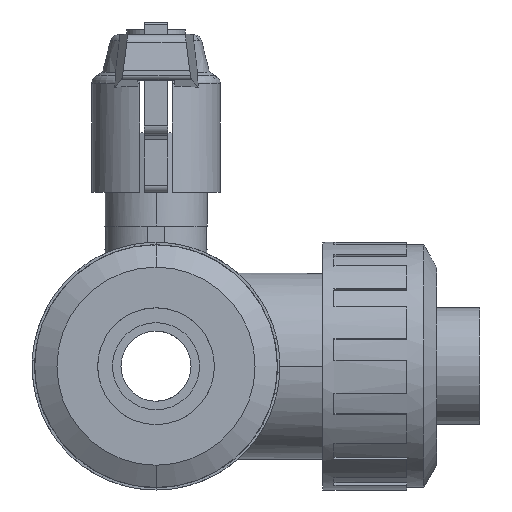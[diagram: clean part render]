
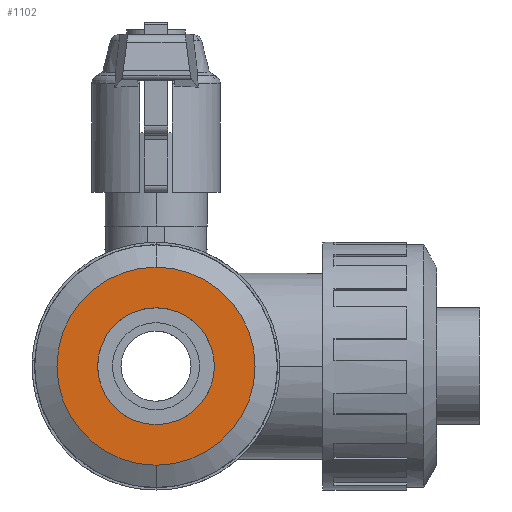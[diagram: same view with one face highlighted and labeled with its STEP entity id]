
A CAD part, left-side view. The second image highlights one B-rep face of the part: STEP entity #1102.
In plain terms, the highlighted planar face has unit normal (-1, 0, 0).
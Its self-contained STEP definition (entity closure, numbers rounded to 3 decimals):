
#1102=ADVANCED_FACE('',(#2262,#2263),#2264,.T.);
#2262=FACE_BOUND('',#3465,.T.);
#2263=FACE_OUTER_BOUND('',#3466,.T.);
#2264=PLANE('',#3467);
#3465=EDGE_LOOP('',(#6921,#6922));
#3466=EDGE_LOOP('',(#6923,#6924));
#3467=AXIS2_PLACEMENT_3D('',#6925,#6926,#6927);
#6921=ORIENTED_EDGE('',*,*,#8620,.F.);
#6922=ORIENTED_EDGE('',*,*,#7359,.F.);
#6923=ORIENTED_EDGE('',*,*,#7364,.T.);
#6924=ORIENTED_EDGE('',*,*,#8618,.T.);
#6925=CARTESIAN_POINT('',(-60.043,0.0,16.85));
#6926=DIRECTION('',(-1.0,0.0,0.0));
#6927=DIRECTION('',(0.0,-0.0,1.0));
#7359=EDGE_CURVE('',#8880,#8876,#8882,.T.);
#7364=EDGE_CURVE('',#8885,#8889,#8891,.T.);
#8618=EDGE_CURVE('',#8889,#8885,#10755,.T.);
#8620=EDGE_CURVE('',#8876,#8880,#10757,.T.);
#8876=VERTEX_POINT('',#11139);
#8880=VERTEX_POINT('',#11144);
#8882=CIRCLE('',#11147,12.5);
#8885=VERTEX_POINT('',#11150);
#8889=VERTEX_POINT('',#11155);
#8891=CIRCLE('',#11158,21.2);
#10755=CIRCLE('',#14118,21.2);
#10757=CIRCLE('',#14120,12.5);
#11139=CARTESIAN_POINT('',(-60.043,0.0,12.5));
#11144=CARTESIAN_POINT('',(-60.043,0.,-12.5));
#11147=AXIS2_PLACEMENT_3D('',#14397,#14398,#14399);
#11150=CARTESIAN_POINT('',(-60.043,0.0,21.2));
#11155=CARTESIAN_POINT('',(-60.043,0.,-21.2));
#11158=AXIS2_PLACEMENT_3D('',#14405,#14406,#14407);
#14118=AXIS2_PLACEMENT_3D('',#15920,#15921,#15922);
#14120=AXIS2_PLACEMENT_3D('',#15923,#15924,#15925);
#14397=CARTESIAN_POINT('',(-60.043,0.0,0.0));
#14398=DIRECTION('',(-1.0,0.0,0.0));
#14399=DIRECTION('',(0.0,-0.0,1.0));
#14405=CARTESIAN_POINT('',(-60.043,0.0,0.0));
#14406=DIRECTION('',(-1.0,0.0,0.0));
#14407=DIRECTION('',(0.0,-0.0,1.0));
#15920=CARTESIAN_POINT('',(-60.043,0.0,0.0));
#15921=DIRECTION('',(-1.0,0.0,0.0));
#15922=DIRECTION('',(0.0,-0.0,1.0));
#15923=CARTESIAN_POINT('',(-60.043,0.0,0.0));
#15924=DIRECTION('',(-1.0,0.0,0.0));
#15925=DIRECTION('',(0.0,-0.0,1.0));
